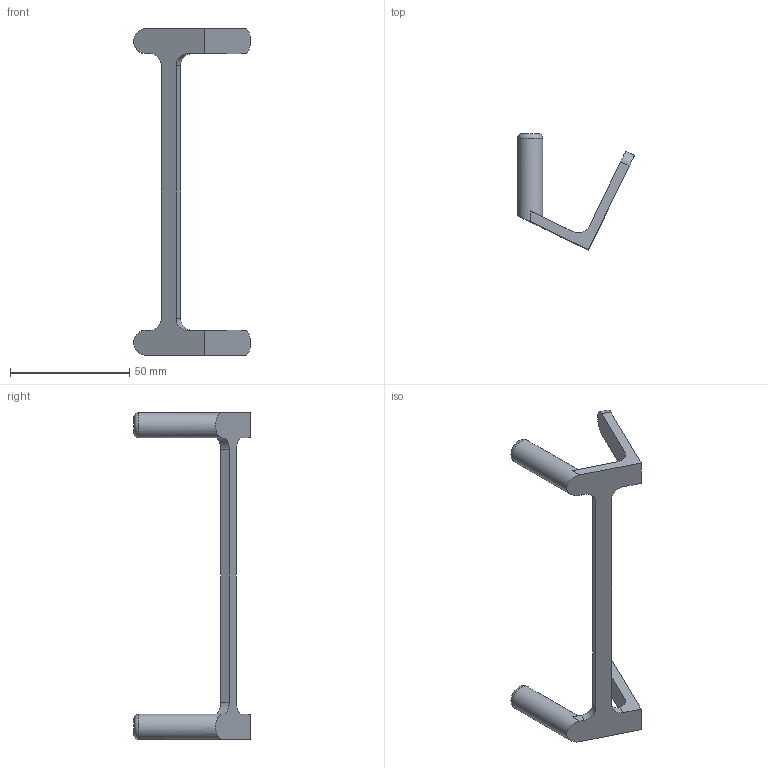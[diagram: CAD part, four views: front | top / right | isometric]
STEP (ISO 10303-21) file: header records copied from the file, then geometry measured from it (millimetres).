
FILE_DESCRIPTION(/* description */ (''),/* implementation_level */ '2;1');
FILE_NAME(/* name */ 'Raspberry stand.step',/* time_stamp */ '2022-12-10T16:49:36+01:00',/* author */ ('Harald'),/* organization */ (''),/* preprocessor_version */ 'ST-DEVELOPER v18.1',/* originating_system */ 'Autodesk Inventor 2021',/* authorisation */ '');
FILE_SCHEMA (('AUTOMOTIVE_DESIGN { 1 0 10303 214 3 1 1 }'));
Length unit declared in the file: millimetre
Products named in the file (1): Raspberry Fuss2
Bounding box: 48.82 x 48.63 x 136.7 mm (x, y, z)
Volume: 14997.9 mm3; surface area: 8818.3 mm2
Topology: 1 solids, 1 shells, 32 faces, 92 edges, 62 vertices
Faces by surface type: plane 18, cylinder 12, torus 2
Full cylindrical faces by diameter (mm): 10.5 x2
Entity records: 1156 total; most frequent: CARTESIAN_POINT 197, DIRECTION 192, ORIENTED_EDGE 184, EDGE_CURVE 92, AXIS2_PLACEMENT_3D 69, VERTEX_POINT 62, LINE 54, VECTOR 54
